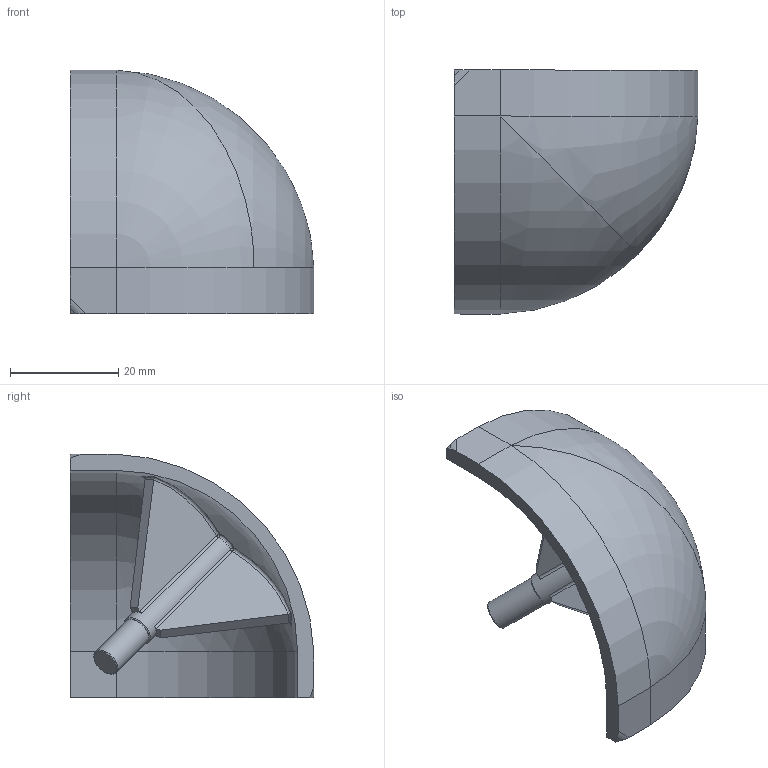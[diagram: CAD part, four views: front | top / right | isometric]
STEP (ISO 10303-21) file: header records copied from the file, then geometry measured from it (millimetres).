
FILE_DESCRIPTION (( 'STEP AP203' ), '1' );
FILE_NAME ('412548711_c_1.STEP', '2022-12-05T04:11:16', ( '' ), ( '' ), 'SwSTEP 2.0', 'SolidWorks 2014', '' );
FILE_SCHEMA (( 'CONFIG_CONTROL_DESIGN' ));
Length unit declared in the file: millimetre
Products named in the file (1): 412548711_c_1
Bounding box: 45 x 45 x 45 mm (x, y, z)
Volume: 12090.8 mm3; surface area: 9677.4 mm2
Topology: 1 solids, 1 shells, 80 faces, 214 edges, 129 vertices
Faces by surface type: bspline 35, plane 26, cylinder 13, cone 4, torus 2
Entity records: 3258 total; most frequent: CARTESIAN_POINT 1466, ORIENTED_EDGE 410, DIRECTION 304, EDGE_CURVE 205, VERTEX_POINT 129, AXIS2_PLACEMENT_3D 121, EDGE_LOOP 82, FACE_OUTER_BOUND 80
